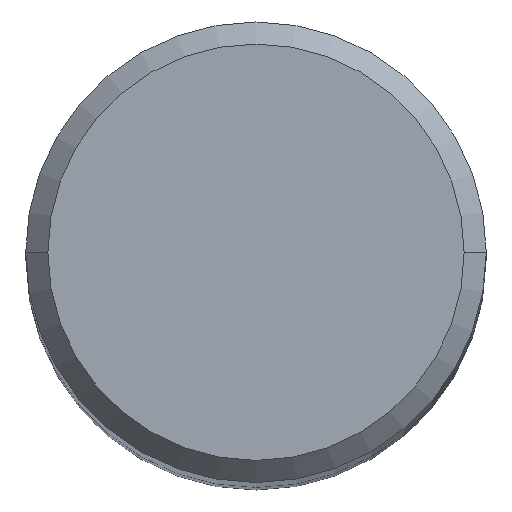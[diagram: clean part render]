
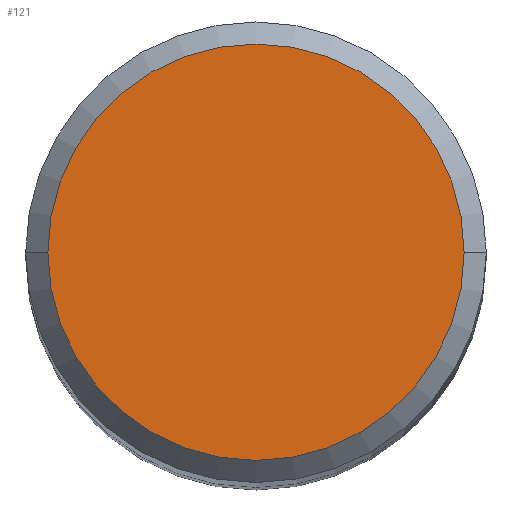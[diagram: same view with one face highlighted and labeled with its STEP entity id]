
A CAD part, top view. The second image highlights one B-rep face of the part: STEP entity #121.
In plain terms, the highlighted planar face has unit normal (0, 0, 1).
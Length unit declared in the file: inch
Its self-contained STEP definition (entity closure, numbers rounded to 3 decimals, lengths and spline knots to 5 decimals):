
#15 = ORIENTED_EDGE ( 'NONE', *, *, #220, .T. ) ;
#21 = CARTESIAN_POINT ( 'NONE',  ( 0.14125, 0., 3. ) ) ;
#71 = DIRECTION ( 'NONE',  ( 1., 0., 0. ) ) ;
#95 = CIRCLE ( 'NONE', #293, 0.14125 ) ;
#96 = CARTESIAN_POINT ( 'NONE',  ( 0., 0., 3. ) ) ;
#121 = ADVANCED_FACE ( 'NONE', ( #187 ), #244, .T. ) ;
#124 = DIRECTION ( 'NONE',  ( 0., 0., 1. ) ) ;
#140 = EDGE_CURVE ( 'NONE', #281, #192, #239, .T. ) ;
#145 = CARTESIAN_POINT ( 'NONE',  ( -0.14125, 0., 3. ) ) ;
#164 = CARTESIAN_POINT ( 'NONE',  ( 0., 0., 3. ) ) ;
#187 = FACE_OUTER_BOUND ( 'NONE', #280, .T. ) ;
#192 = VERTEX_POINT ( 'NONE', #145 ) ;
#209 = DIRECTION ( 'NONE',  ( 0., 0., 1. ) ) ;
#211 = ORIENTED_EDGE ( 'NONE', *, *, #140, .T. ) ;
#220 = EDGE_CURVE ( 'NONE', #192, #281, #95, .T. ) ;
#228 = AXIS2_PLACEMENT_3D ( 'NONE', #294, #124, #251 ) ;
#239 = CIRCLE ( 'NONE', #267, 0.14125 ) ;
#244 = PLANE ( 'NONE',  #228 ) ;
#251 = DIRECTION ( 'NONE',  ( 1., 0., 0. ) ) ;
#267 = AXIS2_PLACEMENT_3D ( 'NONE', #164, #275, #71 ) ;
#275 = DIRECTION ( 'NONE',  ( 0., 0., 1. ) ) ;
#280 = EDGE_LOOP ( 'NONE', ( #15, #211 ) ) ;
#281 = VERTEX_POINT ( 'NONE', #21 ) ;
#293 = AXIS2_PLACEMENT_3D ( 'NONE', #96, #209, #297 ) ;
#294 = CARTESIAN_POINT ( 'NONE',  ( 0., 0., 3. ) ) ;
#297 = DIRECTION ( 'NONE',  ( 1., 0., 0. ) ) ;
